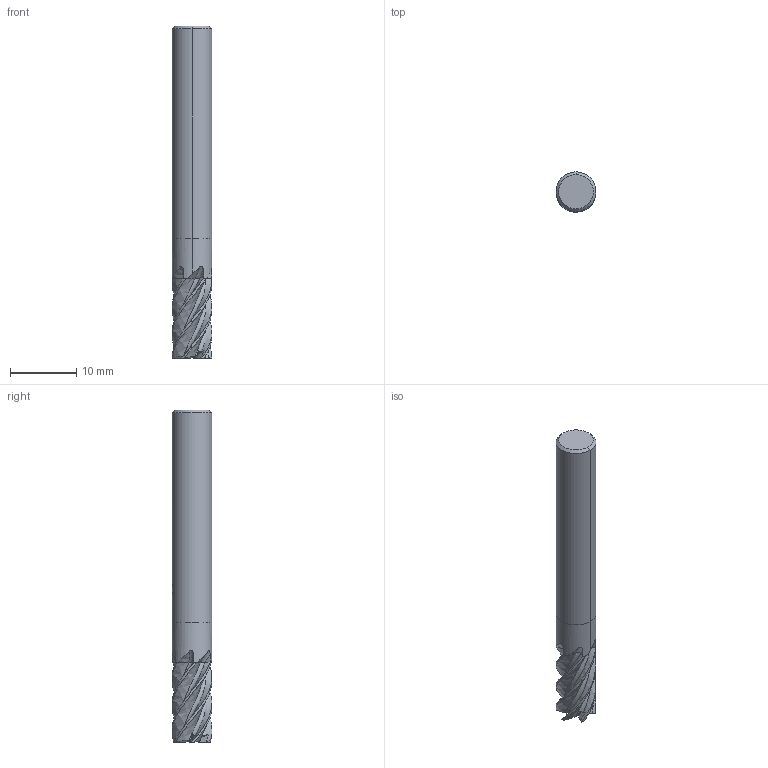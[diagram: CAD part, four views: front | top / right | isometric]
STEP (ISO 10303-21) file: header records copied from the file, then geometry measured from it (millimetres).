
FILE_DESCRIPTION(('no description'),'unknown implementation level');
FILE_NAME('solidCJAQ484WVOPWHD5kv9ATwUd_M0Q_1.STP',' ',('CIM GmbH Aachen'),('CADClick - KiM GmbH - www.kimweb.de'),'unknown preprocess','ACIS','unknown authorization');
FILE_SCHEMA(('automotive_design'));
Length unit declared in the file: millimetre
Products named in the file (2): 1; 2
Bounding box: 6 x 6 x 50 mm (x, y, z)
Volume: 1260.1 mm3; surface area: 1313.8 mm2
Topology: 2 solids, 2 shells, 143 faces, 421 edges, 282 vertices
Faces by surface type: plane 66, revolution 24, bspline 24, cylinder 15, cone 14
Entity records: 16197 total; most frequent: CARTESIAN_POINT 7915, STYLED_ITEM 848, PRESENTATION_STYLE_ASSIGNMENT 848, COLOUR_RGB 848, ORIENTED_EDGE 842, DIRECTION 630, EDGE_CURVE 421, CURVE_STYLE 421
